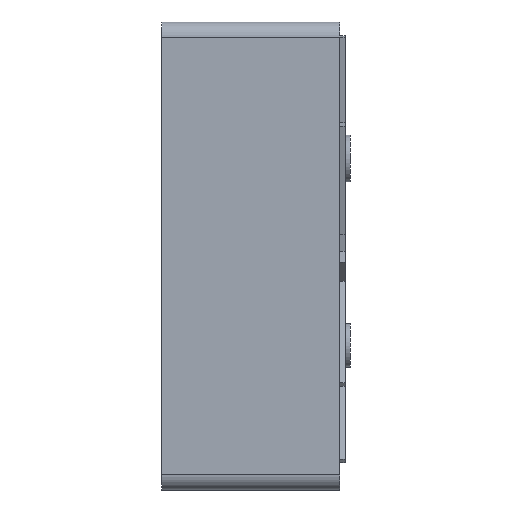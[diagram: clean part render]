
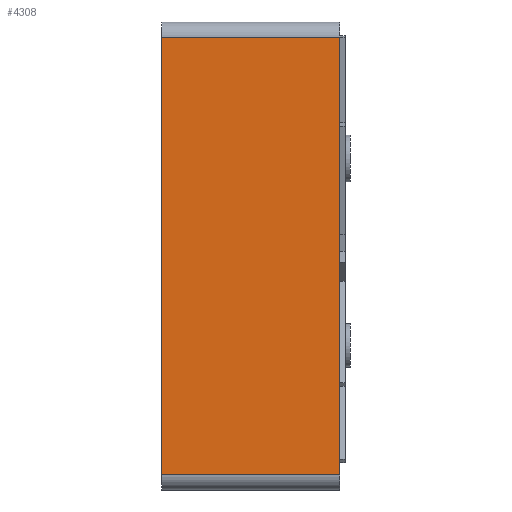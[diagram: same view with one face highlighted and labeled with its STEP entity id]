
A CAD part, front view. The second image highlights one B-rep face of the part: STEP entity #4308.
In plain terms, the highlighted planar face has unit normal (0, -1, 0).
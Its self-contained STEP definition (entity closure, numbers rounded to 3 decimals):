
#249=PLANE('',#4675);
#430=FACE_OUTER_BOUND('',#711,.T.);
#711=EDGE_LOOP('',(#3364,#3365,#3366,#3367));
#1079=LINE('',#7069,#1504);
#1081=LINE('',#7096,#1506);
#1083=LINE('',#7102,#1508);
#1098=LINE('',#7144,#1523);
#1504=VECTOR('',#5337,10.);
#1506=VECTOR('',#5365,10.);
#1508=VECTOR('',#5371,10.);
#1523=VECTOR('',#5402,10.);
#2076=VERTEX_POINT('',#7066);
#2077=VERTEX_POINT('',#7068);
#2089=VERTEX_POINT('',#7095);
#2091=VERTEX_POINT('',#7101);
#2544=EDGE_CURVE('',#2076,#2077,#1079,.T.);
#2557=EDGE_CURVE('',#2077,#2089,#1081,.T.);
#2560=EDGE_CURVE('',#2089,#2091,#1083,.T.);
#2582=EDGE_CURVE('',#2091,#2076,#1098,.T.);
#3364=ORIENTED_EDGE('',*,*,#2557,.F.);
#3365=ORIENTED_EDGE('',*,*,#2544,.F.);
#3366=ORIENTED_EDGE('',*,*,#2582,.F.);
#3367=ORIENTED_EDGE('',*,*,#2560,.F.);
#4308=ADVANCED_FACE('',(#430),#249,.T.);
#4675=AXIS2_PLACEMENT_3D('',#7143,#5400,#5401);
#5337=DIRECTION('',(0.,0.,-1.));
#5365=DIRECTION('',(-1.,0.,0.));
#5371=DIRECTION('',(0.,0.,1.));
#5400=DIRECTION('center_axis',(0.,-1.,0.));
#5401=DIRECTION('ref_axis',(0.,0.,-1.));
#5402=DIRECTION('',(1.,0.,0.));
#7066=CARTESIAN_POINT('',(2.2,-47.874,43.));
#7068=CARTESIAN_POINT('',(2.2,-47.874,-43.));
#7069=CARTESIAN_POINT('',(2.2,-47.874,46.));
#7095=CARTESIAN_POINT('',(-32.8,-47.874,-43.));
#7096=CARTESIAN_POINT('',(1.,-47.874,-43.));
#7101=CARTESIAN_POINT('',(-32.8,-47.874,43.));
#7102=CARTESIAN_POINT('',(-32.8,-47.874,46.));
#7143=CARTESIAN_POINT('Origin',(1.,-47.874,46.));
#7144=CARTESIAN_POINT('',(1.,-47.874,43.));
